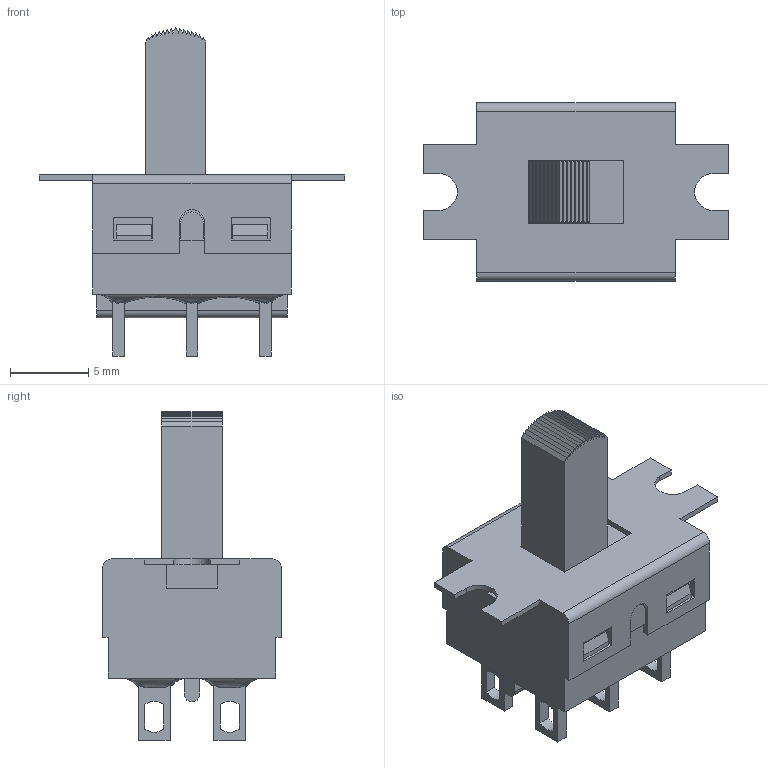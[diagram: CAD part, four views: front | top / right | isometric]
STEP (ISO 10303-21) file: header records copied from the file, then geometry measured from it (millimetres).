
FILE_DESCRIPTION((' '),'2;1');
FILE_NAME('500SDPxS3M1xEB.stp','2017-08-01T14:00:29',(' '),(' '),' ','ACIS',' ');
FILE_SCHEMA(('CONFIG_CONTROL_DESIGN'));
Length unit declared in the file: inch
Products named in the file (1): 500SDPxS3M1xEB.stp
Bounding box: 19.56 x 11.43 x 20.98 mm (x, y, z)
Volume: 709.7 mm3; surface area: 1683.4 mm2
Topology: 1 solids, 2 shells, 237 faces, 681 edges, 458 vertices
Faces by surface type: plane 186, cylinder 35, bspline 16
Entity records: 8648 total; most frequent: CARTESIAN_POINT 2309, ORIENTED_EDGE 1362, DIRECTION 1191, EDGE_CURVE 681, VECTOR 527, LINE 527, VERTEX_POINT 458, AXIS2_PLACEMENT_3D 332
